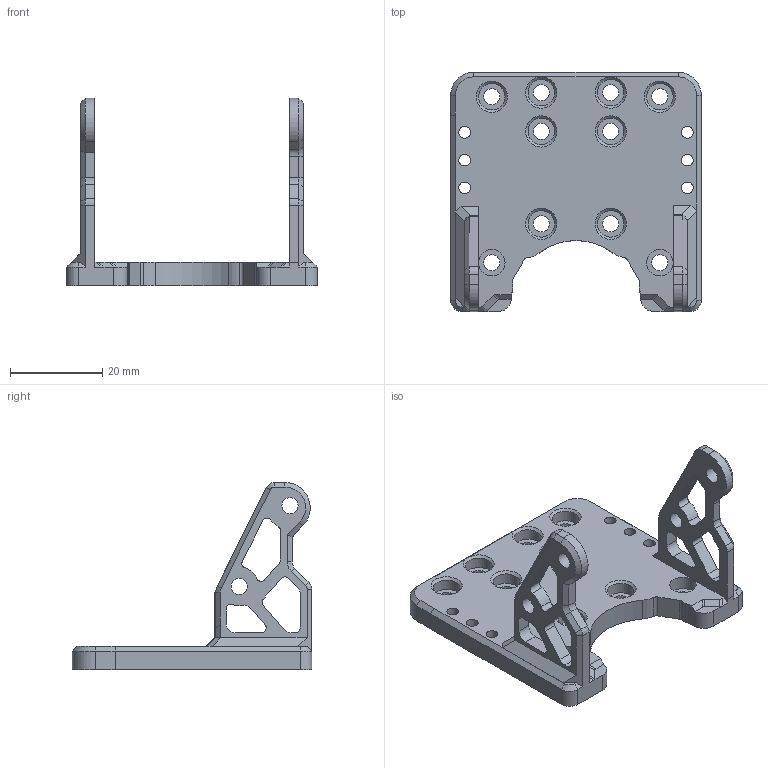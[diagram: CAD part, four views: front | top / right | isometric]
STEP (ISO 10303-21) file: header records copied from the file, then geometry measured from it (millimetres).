
FILE_DESCRIPTION(/* description */ (''),/* implementation_level */ '2;1');
FILE_NAME(/* name */ 'LGX Pro + Chube Conduction SLM Plate.step',/* time_stamp */ '2025-08-25T21:50:34-05:00',/* author */ (''),/* organization */ (''),/* preprocessor_version */ 'ST-DEVELOPER v20.1',/* originating_system */ 'Autodesk Translation Framework v14.10.0.0',/* authorisation */ '');
FILE_SCHEMA (('AUTOMOTIVE_DESIGN { 1 0 10303 214 3 1 1 }'));
Length unit declared in the file: millimetre
Products named in the file (1): LGX Pro + Chube Conduction SLM Plate
Bounding box: 54.2 x 51.8 x 40.5 mm (x, y, z)
Volume: 13008.9 mm3; surface area: 8891.2 mm2
Topology: 1 solids, 1 shells, 220 faces, 578 edges, 370 vertices
Faces by surface type: plane 100, cylinder 97, cone 23
Full cylindrical faces by diameter (mm): 2.529 x6, 3.5 x14, 5.75 x10
Entity records: 6939 total; most frequent: DIRECTION 1241, CARTESIAN_POINT 1169, ORIENTED_EDGE 1156, EDGE_CURVE 578, AXIS2_PLACEMENT_3D 442, VERTEX_POINT 370, LINE 357, VECTOR 357
